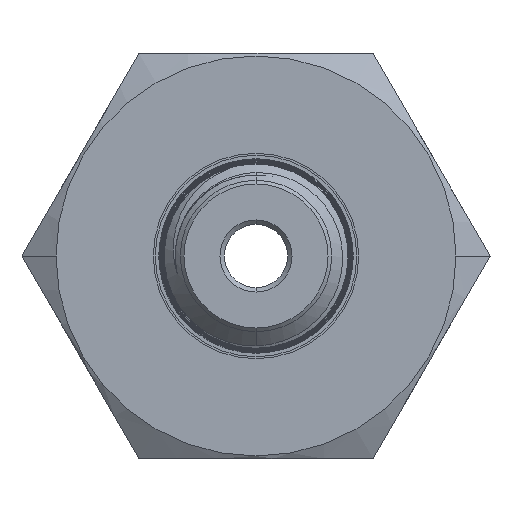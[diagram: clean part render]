
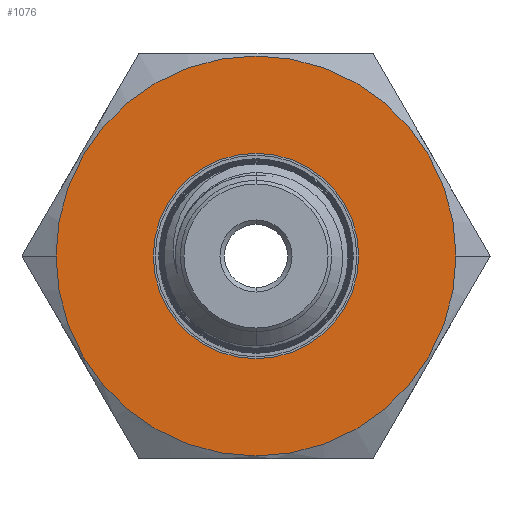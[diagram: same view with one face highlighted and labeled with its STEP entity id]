
A CAD part, left-side view. The second image highlights one B-rep face of the part: STEP entity #1076.
In plain terms, the highlighted planar face has unit normal (-1, 0, 0).
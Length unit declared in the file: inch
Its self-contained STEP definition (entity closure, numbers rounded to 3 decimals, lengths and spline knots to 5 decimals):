
#169 = DIRECTION ( 'NONE',  ( 0., 1., 0. ) ) ;
#447 = CARTESIAN_POINT ( 'NONE',  ( -0.937, -0.555, 0. ) ) ;
#1076 = ADVANCED_FACE ( 'NONE', ( #1630, #5117 ), #1478, .T. ) ;
#1272 = EDGE_CURVE ( 'NONE', #8666, #3825, #4022, .T. ) ;
#1478 = PLANE ( 'NONE',  #5011 ) ;
#1630 = FACE_BOUND ( 'NONE', #8457, .T. ) ;
#2128 = EDGE_CURVE ( 'NONE', #3825, #8666, #10180, .T. ) ;
#2567 = CARTESIAN_POINT ( 'NONE',  ( -0.937, 0., 0. ) ) ;
#2600 = CARTESIAN_POINT ( 'NONE',  ( -0.937, 0., 0. ) ) ;
#3202 = ORIENTED_EDGE ( 'NONE', *, *, #1272, .F. ) ;
#3231 = CARTESIAN_POINT ( 'NONE',  ( -0.937, -0.285, 0. ) ) ;
#3468 = CIRCLE ( 'NONE', #6979, 0.285 ) ;
#3728 = CARTESIAN_POINT ( 'NONE',  ( -0.937, 0.555, 0. ) ) ;
#3825 = VERTEX_POINT ( 'NONE', #3728 ) ;
#4022 = CIRCLE ( 'NONE', #5684, 0.555 ) ;
#4089 = VERTEX_POINT ( 'NONE', #3231 ) ;
#4214 = ORIENTED_EDGE ( 'NONE', *, *, #2128, .F. ) ;
#4350 = DIRECTION ( 'NONE',  ( 1., 0., 0. ) ) ;
#4430 = CIRCLE ( 'NONE', #10884, 0.285 ) ;
#5011 = AXIS2_PLACEMENT_3D ( 'NONE', #5765, #10566, #10818 ) ;
#5117 = FACE_OUTER_BOUND ( 'NONE', #6691, .T. ) ;
#5566 = DIRECTION ( 'NONE',  ( 1., 0., 0. ) ) ;
#5684 = AXIS2_PLACEMENT_3D ( 'NONE', #10066, #9971, #10104 ) ;
#5737 = EDGE_CURVE ( 'NONE', #7184, #4089, #3468, .T. ) ;
#5765 = CARTESIAN_POINT ( 'NONE',  ( -0.937, 0.285, 0. ) ) ;
#5930 = AXIS2_PLACEMENT_3D ( 'NONE', #12399, #4350, #11427 ) ;
#6691 = EDGE_LOOP ( 'NONE', ( #4214, #3202 ) ) ;
#6979 = AXIS2_PLACEMENT_3D ( 'NONE', #2600, #10727, #7558 ) ;
#7184 = VERTEX_POINT ( 'NONE', #12862 ) ;
#7558 = DIRECTION ( 'NONE',  ( 0., 1., 0. ) ) ;
#8457 = EDGE_LOOP ( 'NONE', ( #11891, #11120 ) ) ;
#8666 = VERTEX_POINT ( 'NONE', #447 ) ;
#9971 = DIRECTION ( 'NONE',  ( 1., 0., 0. ) ) ;
#10066 = CARTESIAN_POINT ( 'NONE',  ( -0.937, 0., 0. ) ) ;
#10104 = DIRECTION ( 'NONE',  ( 0., 1., 0. ) ) ;
#10180 = CIRCLE ( 'NONE', #5930, 0.555 ) ;
#10566 = DIRECTION ( 'NONE',  ( -1., 0., 0. ) ) ;
#10598 = EDGE_CURVE ( 'NONE', #4089, #7184, #4430, .T. ) ;
#10727 = DIRECTION ( 'NONE',  ( 1., 0., 0. ) ) ;
#10818 = DIRECTION ( 'NONE',  ( 0., -1., 0. ) ) ;
#10884 = AXIS2_PLACEMENT_3D ( 'NONE', #2567, #5566, #169 ) ;
#11120 = ORIENTED_EDGE ( 'NONE', *, *, #10598, .T. ) ;
#11427 = DIRECTION ( 'NONE',  ( 0., 1., 0. ) ) ;
#11891 = ORIENTED_EDGE ( 'NONE', *, *, #5737, .T. ) ;
#12399 = CARTESIAN_POINT ( 'NONE',  ( -0.937, 0., 0. ) ) ;
#12862 = CARTESIAN_POINT ( 'NONE',  ( -0.937, 0.285, 0. ) ) ;
